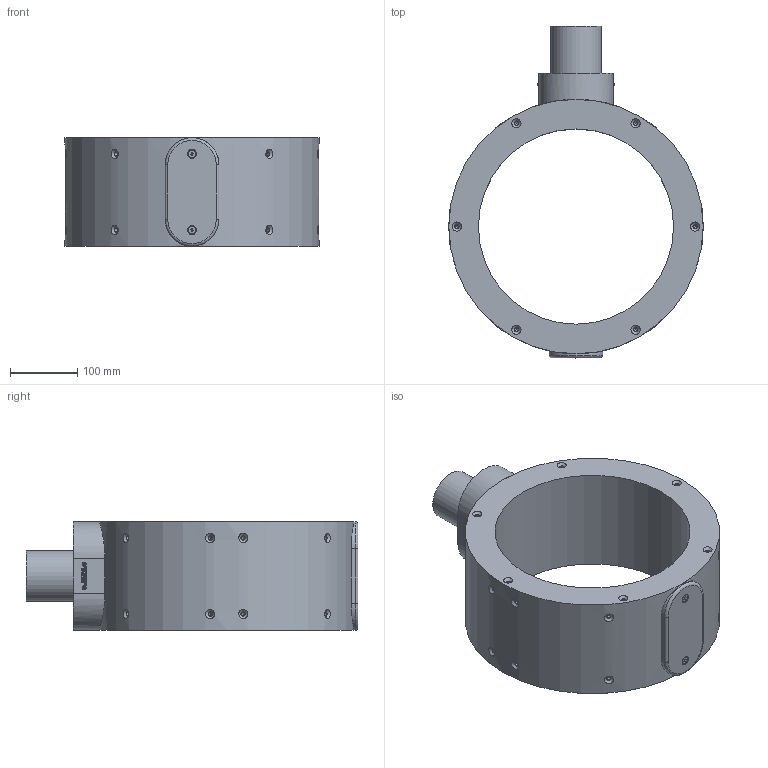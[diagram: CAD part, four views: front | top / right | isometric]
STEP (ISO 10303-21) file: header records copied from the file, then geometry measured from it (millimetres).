
FILE_DESCRIPTION (( 'STEP AP214' ), '1' );
FILE_NAME ('P-290-030-rev-A-ST.STEP', '2025-06-18T07:25:38', ( '' ), ( '' ), 'SwSTEP 2.0', 'SolidWorks 2024', '' );
FILE_SCHEMA (( 'AUTOMOTIVE_DESIGN' ));
Length unit declared in the file: millimetre
Products named in the file (1): P-290-030-rev-A-ST
Bounding box: 378 x 493 x 161.05 mm (x, y, z)
Volume: 8419517.9 mm3; surface area: 483828.3 mm2
Topology: 1 solids, 5 shells, 708 faces, 1771 edges, 1154 vertices
Faces by surface type: plane 431, bspline 124, cone 76, cylinder 66, torus 7, sphere 4
Full cylindrical faces by diameter (mm): 3.5 x4, 5 x28, 5.7 x4, 6.6 x12, 10.2 x6, 11.57 x2, 75 x1, 290 x1
Entity records: 31101 total; most frequent: CARTESIAN_POINT 8697, ORIENTED_EDGE 3134, DIRECTION 2364, EDGE_CURVE 1567, VERTEX_POINT 1089, EDGE_LOOP 938, AXIS2_PLACEMENT_3D 796, FACE_OUTER_BOUND 775
